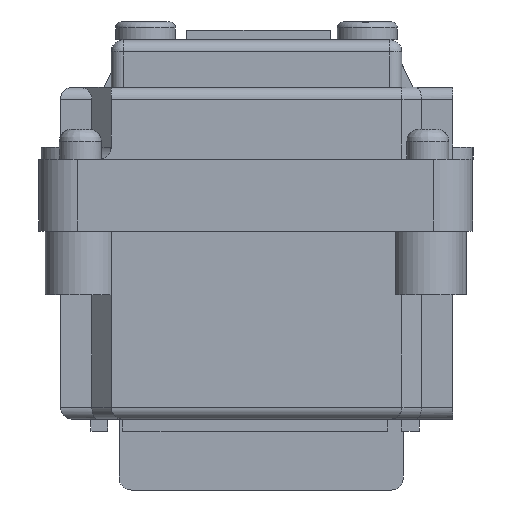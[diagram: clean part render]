
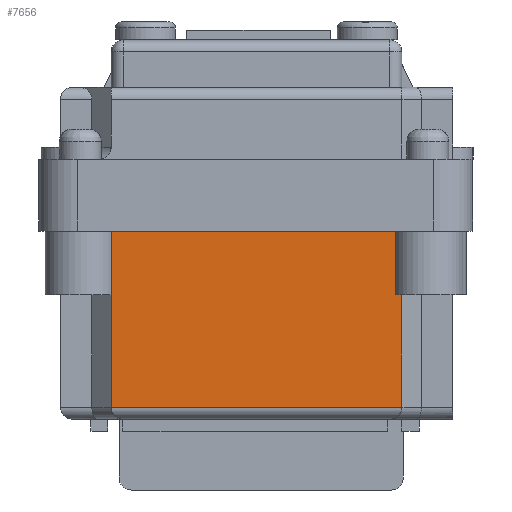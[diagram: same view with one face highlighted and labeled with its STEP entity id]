
A CAD part, left-side view. The second image highlights one B-rep face of the part: STEP entity #7656.
In plain terms, the highlighted planar face has unit normal (-1, 0, 0).
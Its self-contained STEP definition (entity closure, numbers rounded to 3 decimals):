
#784=FACE_OUTER_BOUND('',#1229,.T.);
#1229=EDGE_LOOP('',(#6549,#6550,#6551,#6552,#6553,#6554));
#2074=LINE('',#12218,#2961);
#2077=LINE('',#12226,#2964);
#2092=LINE('',#12267,#2979);
#2093=LINE('',#12269,#2980);
#2094=LINE('',#12271,#2981);
#2095=LINE('',#12272,#2982);
#2961=VECTOR('',#9915,1.035);
#2964=VECTOR('',#9922,10.6);
#2979=VECTOR('',#9959,47.508);
#2980=VECTOR('',#9960,29.4);
#2981=VECTOR('',#9961,48.542);
#2982=VECTOR('',#9962,18.8);
#3688=VERTEX_POINT('',#12216);
#3689=VERTEX_POINT('',#12217);
#3692=VERTEX_POINT('',#12225);
#3707=VERTEX_POINT('',#12266);
#3708=VERTEX_POINT('',#12268);
#3709=VERTEX_POINT('',#12270);
#4670=EDGE_CURVE('',#3688,#3689,#2074,.T.);
#4674=EDGE_CURVE('',#3689,#3692,#2077,.T.);
#4694=EDGE_CURVE('',#3707,#3692,#2092,.T.);
#4695=EDGE_CURVE('',#3707,#3708,#2093,.T.);
#4696=EDGE_CURVE('',#3709,#3708,#2094,.T.);
#4697=EDGE_CURVE('',#3688,#3709,#2095,.T.);
#6549=ORIENTED_EDGE('',*,*,#4670,.T.);
#6550=ORIENTED_EDGE('',*,*,#4674,.T.);
#6551=ORIENTED_EDGE('',*,*,#4694,.F.);
#6552=ORIENTED_EDGE('',*,*,#4695,.T.);
#6553=ORIENTED_EDGE('',*,*,#4696,.F.);
#6554=ORIENTED_EDGE('',*,*,#4697,.F.);
#7278=PLANE('',#8192);
#7656=ADVANCED_FACE('',(#784),#7278,.T.);
#8192=AXIS2_PLACEMENT_3D('',#12265,#9957,#9958);
#9915=DIRECTION('',(0.,1.,0.));
#9922=DIRECTION('',(0.,0.,1.));
#9957=DIRECTION('center_axis',(-1.,0.,0.));
#9958=DIRECTION('ref_axis',(0.,1.,0.));
#9959=DIRECTION('',(0.,-1.,0.));
#9960=DIRECTION('',(0.,0.,-1.));
#9961=DIRECTION('',(0.,1.,0.));
#9962=DIRECTION('',(0.,0.,-1.));
#12216=CARTESIAN_POINT('',(-31.442,-23.242,-34.6));
#12217=CARTESIAN_POINT('',(-31.442,-22.208,-34.6));
#12218=CARTESIAN_POINT('',(-31.442,-25.396,-34.6));
#12225=CARTESIAN_POINT('',(-31.442,-22.208,-24.));
#12226=CARTESIAN_POINT('',(-31.442,-22.208,-24.));
#12265=CARTESIAN_POINT('Origin',(-31.442,-23.242,-24.));
#12266=CARTESIAN_POINT('',(-31.442,25.3,-24.));
#12267=CARTESIAN_POINT('',(-31.442,-11.029,-24.));
#12268=CARTESIAN_POINT('',(-31.442,25.3,-53.4));
#12269=CARTESIAN_POINT('',(-31.442,25.3,-24.));
#12270=CARTESIAN_POINT('',(-31.442,-23.242,-53.4));
#12271=CARTESIAN_POINT('',(-31.442,-11.107,-53.4));
#12272=CARTESIAN_POINT('',(-31.442,-23.242,-24.));
